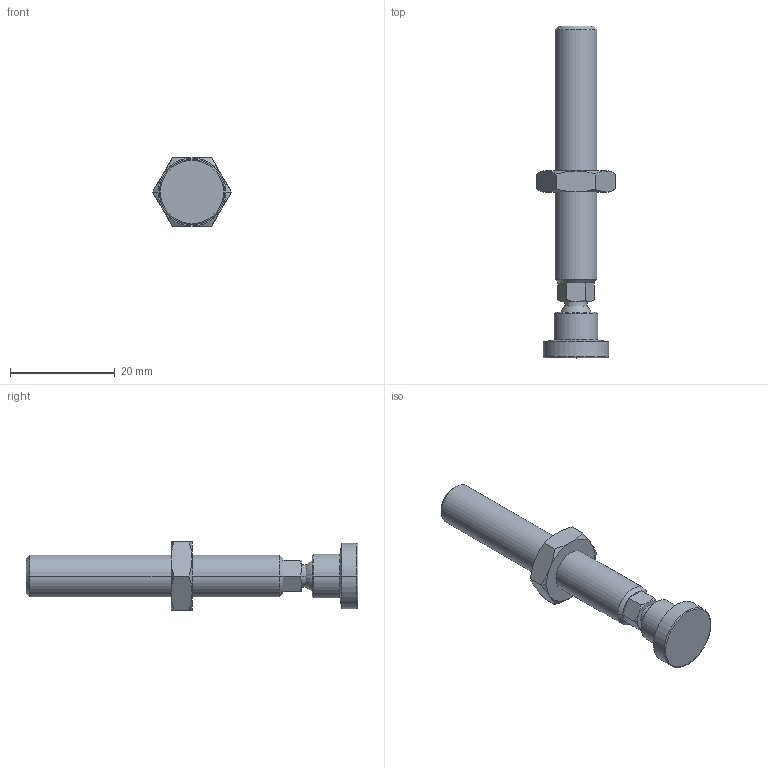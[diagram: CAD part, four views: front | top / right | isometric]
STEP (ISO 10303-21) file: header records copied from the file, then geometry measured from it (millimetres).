
FILE_DESCRIPTION(('STEP AP214'),'1');
FILE_NAME('HALDERN_EH_22600_0008.stp','2020-02-28T09:39:58',('TraceParts'),('TraceParts S.A.'),'Spatial InterOp 3D',' ',' ');
FILE_SCHEMA(('AUTOMOTIVE_DESIGN { 1 0 10303 214 1 1 1 1 }'));
Length unit declared in the file: millimetre
Products named in the file (1): HALDERN_EH_22600_0008_1
Bounding box: 15.01 x 63.3 x 13 mm (x, y, z)
Volume: 3660.4 mm3; surface area: 2560.4 mm2
Topology: 3 solids, 3 shells, 93 faces, 205 edges, 116 vertices
Faces by surface type: cone 40, plane 37, cylinder 12, torus 2, sphere 2
Entity records: 3282 total; most frequent: CARTESIAN_POINT 555, DIRECTION 436, ORIENTED_EDGE 398, EDGE_CURVE 199, AXIS2_PLACEMENT_3D 177, VERTEX_POINT 116, EDGE_LOOP 99, STYLED_ITEM 93
